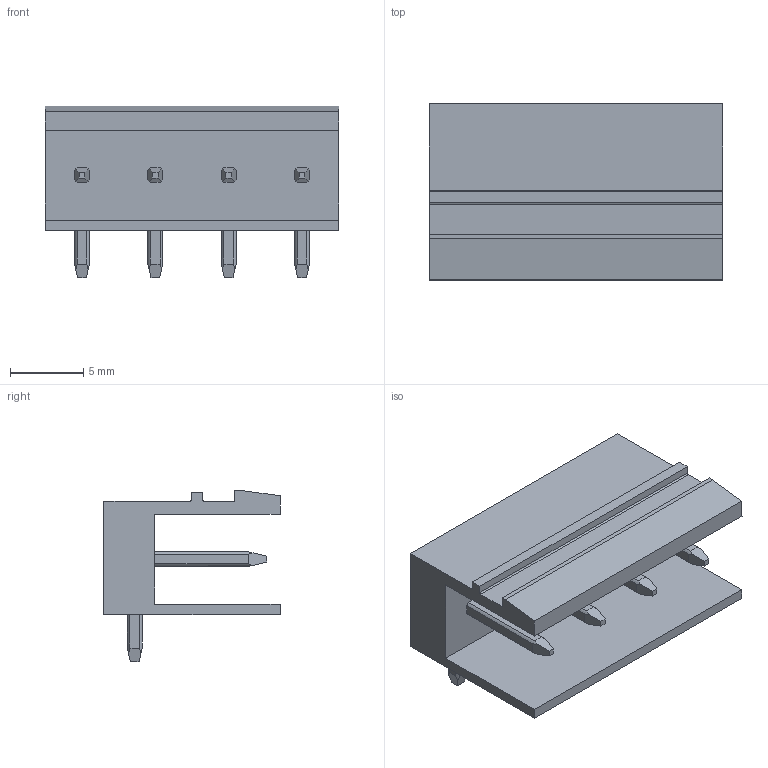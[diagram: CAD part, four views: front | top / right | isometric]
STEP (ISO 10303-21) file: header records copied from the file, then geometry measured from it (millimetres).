
FILE_DESCRIPTION(('CATIA V5 STEP Exchange','CAx-IF Rec.Pracs.--- Model Styling and Organization---1.4--- 2014-01-23'),'2;1');
FILE_NAME ('D1487371_0_1488240000_1488240000.stp','2021-05-17T08:22:02+00:00',('none'),('Weidmueller'),'CATIA Version 5-6 Release 2016 SP3 HF44','CATIA V5 STEP AP214','none');
FILE_SCHEMA(('AUTOMOTIVE_DESIGN { 1 0 10303 214 1 1 1 1 }'));
Length unit declared in the file: millimetre
Products named in the file (1): 1488240000
Bounding box: 20 x 12 x 11.7 mm (x, y, z)
Volume: 895.3 mm3; surface area: 1558.4 mm2
Topology: 5 solids, 5 shells, 171 faces, 451 edges, 290 vertices
Faces by surface type: plane 105, cylinder 66
Entity records: 5345 total; most frequent: CARTESIAN_POINT 1212, ORIENTED_EDGE 902, DIRECTION 639, EDGE_CURVE 451, VECTOR 319, LINE 319, VERTEX_POINT 290, AXIS2_PLACEMENT_3D 179
